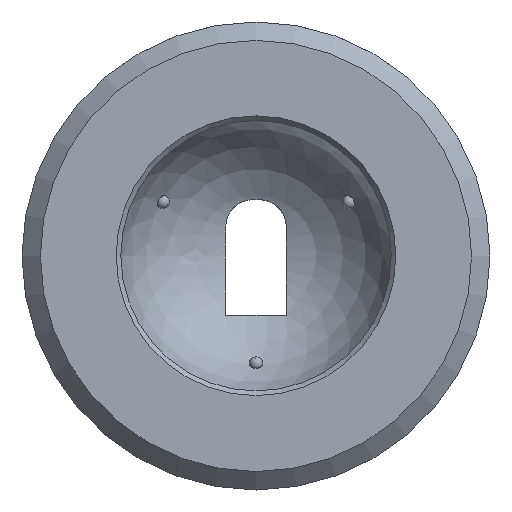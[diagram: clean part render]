
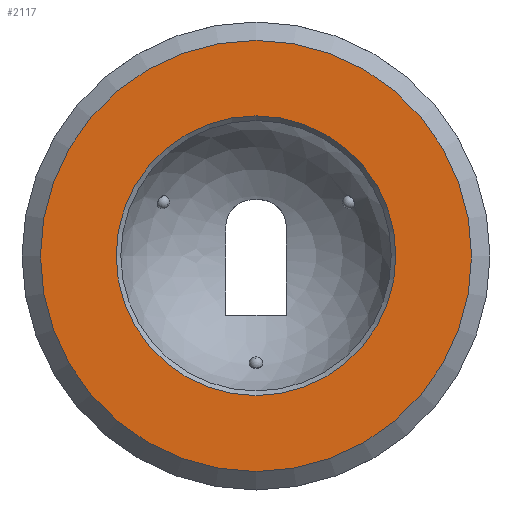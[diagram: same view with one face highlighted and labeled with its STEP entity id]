
A CAD part, top view. The second image highlights one B-rep face of the part: STEP entity #2117.
In plain terms, the highlighted planar face has unit normal (0, 0, 1).
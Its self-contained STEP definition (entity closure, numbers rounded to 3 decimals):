
#2027=CARTESIAN_POINT('',(-16.054,-11.206,12.317));
#2028=VERTEX_POINT('',#2027);
#2035=CARTESIAN_POINT('',(16.054,-11.206,12.317));
#2036=VERTEX_POINT('',#2035);
#2037=CARTESIAN_POINT('',(0.,-11.206,12.317));
#2038=DIRECTION('',(-0.,-0.,-1.));
#2039=DIRECTION('',(1.,0.,-0.));
#2040=AXIS2_PLACEMENT_3D('',#2037,#2038,#2039);
#2041=CIRCLE('',#2040,16.054);
#2042=EDGE_CURVE('',#2028,#2036,#2041,.T.);
#2044=CARTESIAN_POINT('',(0.,-11.206,12.317));
#2045=DIRECTION('',(-0.,-0.,-1.));
#2046=DIRECTION('',(1.,0.,-0.));
#2047=AXIS2_PLACEMENT_3D('',#2044,#2045,#2046);
#2048=CIRCLE('',#2047,16.054);
#2049=EDGE_CURVE('',#2036,#2028,#2048,.T.);
#2097=CARTESIAN_POINT('',(-0.023,-11.23,12.317));
#2098=DIRECTION('',(0.,0.,1.));
#2099=DIRECTION('',(0.706,0.708,0.));
#2100=AXIS2_PLACEMENT_3D('',#2097,#2098,#2099);
#2101=PLANE('',#2100);
#2102=CARTESIAN_POINT('',(10.416,-11.187,12.317));
#2103=VERTEX_POINT('',#2102);
#2104=CARTESIAN_POINT('',(0.,-11.187,12.317));
#2105=DIRECTION('',(-0.,-0.,-1.));
#2106=DIRECTION('',(1.,0.,-0.));
#2107=AXIS2_PLACEMENT_3D('',#2104,#2105,#2106);
#2108=CIRCLE('',#2107,10.416);
#2109=EDGE_CURVE('',#2103,#2103,#2108,.T.);
#2110=ORIENTED_EDGE('',*,*,#2109,.T.);
#2111=EDGE_LOOP('',(#2110));
#2112=FACE_BOUND('',#2111,.T.);
#2113=ORIENTED_EDGE('',*,*,#2042,.F.);
#2114=ORIENTED_EDGE('',*,*,#2049,.F.);
#2115=EDGE_LOOP('',(#2113,#2114));
#2116=FACE_BOUND('',#2115,.T.);
#2117=ADVANCED_FACE('',(#2112,#2116),#2101,.T.);
